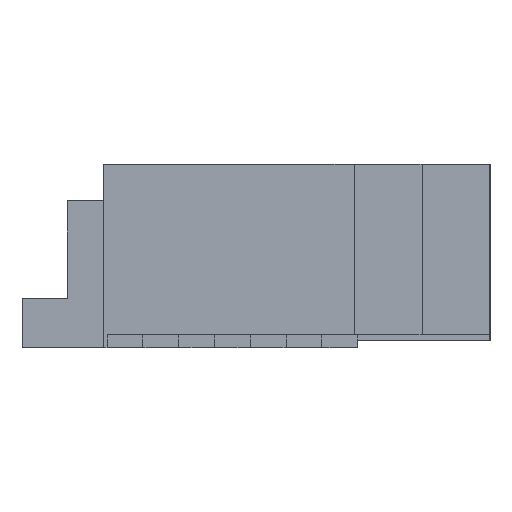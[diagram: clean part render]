
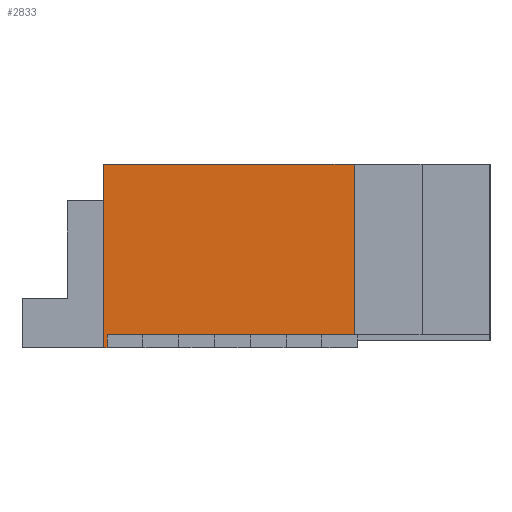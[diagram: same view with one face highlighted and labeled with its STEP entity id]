
A CAD part, left-side view. The second image highlights one B-rep face of the part: STEP entity #2833.
In plain terms, the highlighted planar face has unit normal (-1, 0, 0).
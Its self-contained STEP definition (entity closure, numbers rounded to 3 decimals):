
#40 = VERTEX_POINT('',#41);
#41 = CARTESIAN_POINT('',(-17.935,0.8,2.56));
#47 = EDGE_CURVE('',#48,#40,#50,.T.);
#48 = VERTEX_POINT('',#49);
#49 = CARTESIAN_POINT('',(-17.935,0.8,0.));
#50 = LINE('',#51,#52);
#51 = CARTESIAN_POINT('',(-17.935,0.8,0.));
#52 = VECTOR('',#53,1.);
#53 = DIRECTION('',(0.,0.,1.));
#1046 = VERTEX_POINT('',#1047);
#1047 = CARTESIAN_POINT('',(-17.935,0.75,0.));
#1053 = EDGE_CURVE('',#48,#1046,#1054,.T.);
#1054 = LINE('',#1055,#1056);
#1055 = CARTESIAN_POINT('',(-17.935,0.8,0.));
#1056 = VECTOR('',#1057,1.);
#1057 = DIRECTION('',(0.,-1.,0.));
#2833 = ADVANCED_FACE('',(#2834),#2868,.F.);
#2834 = FACE_BOUND('',#2835,.F.);
#2835 = EDGE_LOOP('',(#2836,#2837,#2838,#2846,#2854,#2862));
#2836 = ORIENTED_EDGE('',*,*,#1053,.F.);
#2837 = ORIENTED_EDGE('',*,*,#47,.T.);
#2838 = ORIENTED_EDGE('',*,*,#2839,.T.);
#2839 = EDGE_CURVE('',#40,#2840,#2842,.T.);
#2840 = VERTEX_POINT('',#2841);
#2841 = CARTESIAN_POINT('',(-17.935,-2.7,2.56));
#2842 = LINE('',#2843,#2844);
#2843 = CARTESIAN_POINT('',(-17.935,0.8,2.56));
#2844 = VECTOR('',#2845,1.);
#2845 = DIRECTION('',(0.,-1.,0.));
#2846 = ORIENTED_EDGE('',*,*,#2847,.F.);
#2847 = EDGE_CURVE('',#2848,#2840,#2850,.T.);
#2848 = VERTEX_POINT('',#2849);
#2849 = CARTESIAN_POINT('',(-17.935,-2.7,0.18));
#2850 = LINE('',#2851,#2852);
#2851 = CARTESIAN_POINT('',(-17.935,-2.7,0.));
#2852 = VECTOR('',#2853,1.);
#2853 = DIRECTION('',(0.,0.,1.));
#2854 = ORIENTED_EDGE('',*,*,#2855,.F.);
#2855 = EDGE_CURVE('',#2856,#2848,#2858,.T.);
#2856 = VERTEX_POINT('',#2857);
#2857 = CARTESIAN_POINT('',(-17.935,0.75,0.18));
#2858 = LINE('',#2859,#2860);
#2859 = CARTESIAN_POINT('',(-17.935,-0.1,0.18));
#2860 = VECTOR('',#2861,1.);
#2861 = DIRECTION('',(0.,-1.,0.));
#2862 = ORIENTED_EDGE('',*,*,#2863,.T.);
#2863 = EDGE_CURVE('',#2856,#1046,#2864,.T.);
#2864 = LINE('',#2865,#2866);
#2865 = CARTESIAN_POINT('',(-17.935,0.75,0.));
#2866 = VECTOR('',#2867,1.);
#2867 = DIRECTION('',(-0.,0.,-1.));
#2868 = PLANE('',#2869);
#2869 = AXIS2_PLACEMENT_3D('',#2870,#2871,#2872);
#2870 = CARTESIAN_POINT('',(-17.935,0.8,0.));
#2871 = DIRECTION('',(1.,0.,0.));
#2872 = DIRECTION('',(0.,-1.,0.));
